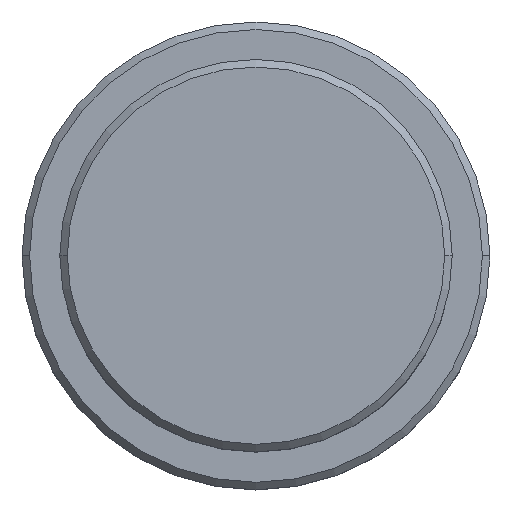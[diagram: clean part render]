
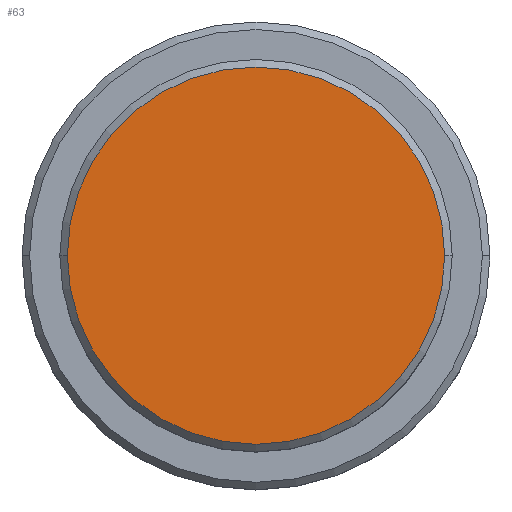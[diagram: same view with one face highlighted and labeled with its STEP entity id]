
A CAD part, top view. The second image highlights one B-rep face of the part: STEP entity #63.
In plain terms, the highlighted planar face has unit normal (0, 0, 1).
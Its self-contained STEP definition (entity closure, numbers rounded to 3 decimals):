
#63 = ADVANCED_FACE ( 'NONE', ( #192 ), #1388, .T. ) ;
#79 = CARTESIAN_POINT ( 'NONE',  ( 0., 0., 0. ) ) ;
#113 = AXIS2_PLACEMENT_3D ( 'NONE', #79, #521, #856 ) ;
#185 = DIRECTION ( 'NONE',  ( 0., 0., 1. ) ) ;
#192 = FACE_OUTER_BOUND ( 'NONE', #371, .T. ) ;
#201 = ORIENTED_EDGE ( 'NONE', *, *, #1408, .T. ) ;
#275 = ORIENTED_EDGE ( 'NONE', *, *, #572, .T. ) ;
#341 = CARTESIAN_POINT ( 'NONE',  ( 0., 0., 0. ) ) ;
#353 = DIRECTION ( 'NONE',  ( 0., 0., 1. ) ) ;
#370 = VERTEX_POINT ( 'NONE', #719 ) ;
#371 = EDGE_LOOP ( 'NONE', ( #201, #275 ) ) ;
#404 = CIRCLE ( 'NONE', #494, 12.5 ) ;
#494 = AXIS2_PLACEMENT_3D ( 'NONE', #966, #185, #613 ) ;
#521 = DIRECTION ( 'NONE',  ( 0., 0., 1. ) ) ;
#572 = EDGE_CURVE ( 'NONE', #1370, #370, #626, .T. ) ;
#613 = DIRECTION ( 'NONE',  ( 1., 0., 0. ) ) ;
#626 = CIRCLE ( 'NONE', #956, 12.5 ) ;
#719 = CARTESIAN_POINT ( 'NONE',  ( -12.5, 0., 0. ) ) ;
#856 = DIRECTION ( 'NONE',  ( 1., 0., 0. ) ) ;
#956 = AXIS2_PLACEMENT_3D ( 'NONE', #341, #353, #1327 ) ;
#966 = CARTESIAN_POINT ( 'NONE',  ( 0., 0., 0. ) ) ;
#1160 = CARTESIAN_POINT ( 'NONE',  ( 12.5, 0., 0. ) ) ;
#1327 = DIRECTION ( 'NONE',  ( 1., 0., 0. ) ) ;
#1370 = VERTEX_POINT ( 'NONE', #1160 ) ;
#1388 = PLANE ( 'NONE',  #113 ) ;
#1408 = EDGE_CURVE ( 'NONE', #370, #1370, #404, .T. ) ;
